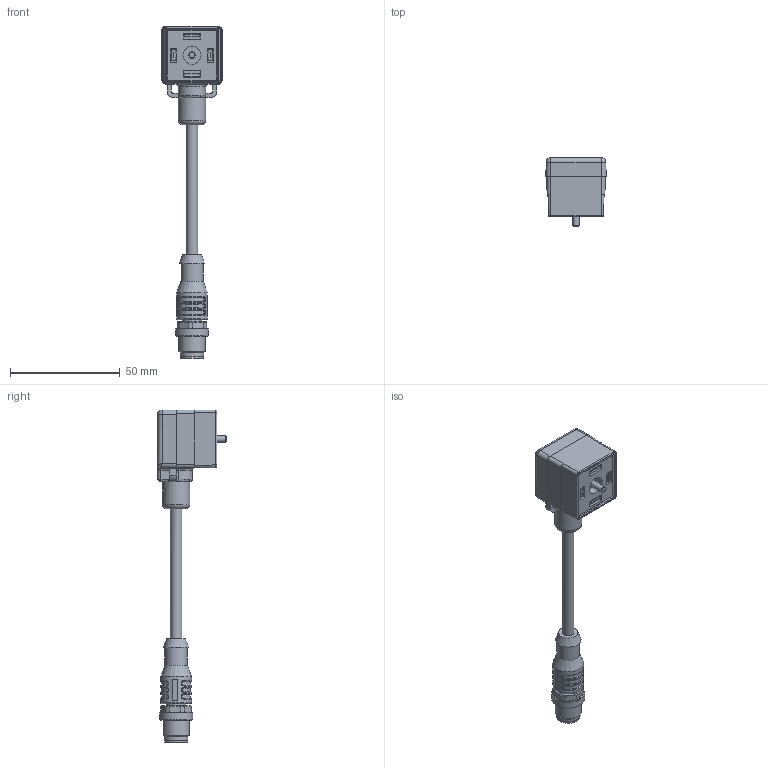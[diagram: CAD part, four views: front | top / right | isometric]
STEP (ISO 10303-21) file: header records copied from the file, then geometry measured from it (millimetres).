
FILE_DESCRIPTION(/* description */ (''),/* implementation_level */ '2;1');
FILE_NAME(/* name */ 'VA22-24.3-2-AL-WAS5..stp',/* time_stamp */ '2016-11-14T09:52:48+01:00',/* author */ (''),/* organization */ (''),/* preprocessor_version */ 'ST-DEVELOPER v16',/* originating_system */ 'SIEMENS PLM Software NX 10.0',/* authorisation */ '');
FILE_SCHEMA (('AUTOMOTIVE_DESIGN { 1 0 10303 214 3 1 1 1 }'));
Length unit declared in the file: millimetre
Products named in the file (1): VA22-24.3-2-AL-WAS5.
Bounding box: 27.4 x 31.2 x 151 mm (x, y, z)
Volume: 26668.5 mm3; surface area: 9376.9 mm2
Topology: 1 solids, 4 shells, 504 faces, 1259 edges, 780 vertices
Faces by surface type: plane 219, cylinder 138, bspline 53, torus 38, extrusion 32, cone 15, sphere 9
Full cylindrical faces by diameter (mm): 1 x5, 2 x1, 2.6 x1, 2.8 x1, 2.9 x1, 4.4 x1, 5.2 x1, 6 x1, 8.2 x1, 8.3 x1, 8.7 x1, 10.2 x1, 10.5 x1, 10.8 x1, 12 x1, 12.4 x1, 14 x1, 15 x1
Entity records: 16280 total; most frequent: CARTESIAN_POINT 4841, ORIENTED_EDGE 2368, DIRECTION 2292, EDGE_CURVE 1184, AXIS2_PLACEMENT_3D 822, VERTEX_POINT 759, VECTOR 648, LINE 616
